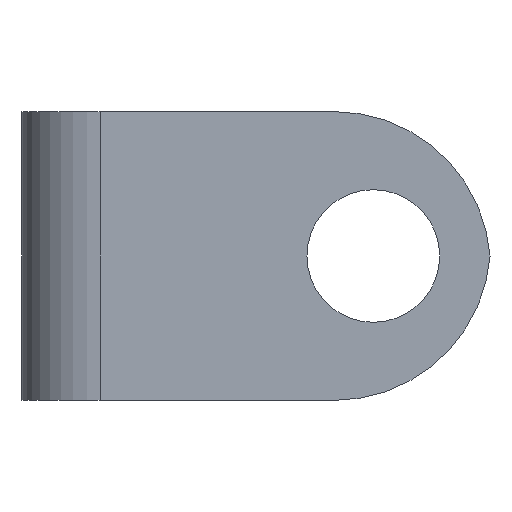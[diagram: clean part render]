
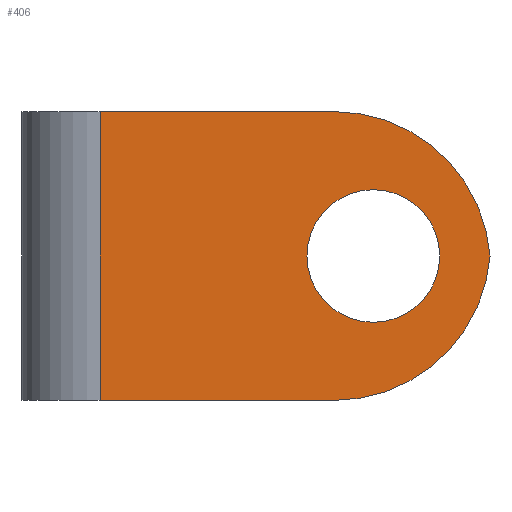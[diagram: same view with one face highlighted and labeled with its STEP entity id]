
A CAD part, left-side view. The second image highlights one B-rep face of the part: STEP entity #406.
In plain terms, the highlighted planar face has unit normal (-1, 0, 0).
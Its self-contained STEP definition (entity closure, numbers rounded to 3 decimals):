
#20 = CARTESIAN_POINT ( 'NONE',  ( -20.25, -2.5, 9.245 ) ) ;
#21 = EDGE_CURVE ( 'NONE', #571, #699, #63, .T. ) ;
#38 = CARTESIAN_POINT ( 'NONE',  ( -20.25, 0., 8.49 ) ) ;
#52 = AXIS2_PLACEMENT_3D ( 'NONE', #38, #470, #642 ) ;
#58 = DIRECTION ( 'NONE',  ( 0., 1., 0. ) ) ;
#63 = CIRCLE ( 'NONE', #762, 10. ) ;
#70 = DIRECTION ( 'NONE',  ( 0., 1., 0. ) ) ;
#99 = ORIENTED_EDGE ( 'NONE', *, *, #241, .T. ) ;
#101 = PLANE ( 'NONE',  #245 ) ;
#111 = CIRCLE ( 'NONE', #52, 10. ) ;
#113 = VERTEX_POINT ( 'NONE', #489 ) ;
#129 = VECTOR ( 'NONE', #70, 1000. ) ;
#165 = FACE_BOUND ( 'NONE', #331, .T. ) ;
#179 = CARTESIAN_POINT ( 'NONE',  ( -20.25, -9.971, 9.245 ) ) ;
#200 = VERTEX_POINT ( 'NONE', #337 ) ;
#222 = LINE ( 'NONE', #330, #464 ) ;
#225 = ORIENTED_EDGE ( 'NONE', *, *, #415, .T. ) ;
#230 = ORIENTED_EDGE ( 'NONE', *, *, #300, .T. ) ;
#233 = CIRCLE ( 'NONE', #683, 4.25 ) ;
#241 = EDGE_CURVE ( 'NONE', #564, #113, #222, .T. ) ;
#245 = AXIS2_PLACEMENT_3D ( 'NONE', #294, #548, #484 ) ;
#258 = EDGE_CURVE ( 'NONE', #699, #564, #111, .T. ) ;
#285 = ORIENTED_EDGE ( 'NONE', *, *, #791, .T. ) ;
#287 = CARTESIAN_POINT ( 'NONE',  ( -20.25, 1.75, 9.245 ) ) ;
#294 = CARTESIAN_POINT ( 'NONE',  ( -20.25, 0., 18.49 ) ) ;
#300 = EDGE_CURVE ( 'NONE', #113, #480, #529, .T. ) ;
#313 = ORIENTED_EDGE ( 'NONE', *, *, #21, .T. ) ;
#330 = CARTESIAN_POINT ( 'NONE',  ( -20.25, 0., 18.49 ) ) ;
#331 = EDGE_LOOP ( 'NONE', ( #285, #225 ) ) ;
#337 = CARTESIAN_POINT ( 'NONE',  ( -20.25, -6.75, 9.245 ) ) ;
#340 = DIRECTION ( 'NONE',  ( 0., 0., -1. ) ) ;
#367 = VERTEX_POINT ( 'NONE', #287 ) ;
#406 = ADVANCED_FACE ( 'NONE', ( #165, #656 ), #101, .T. ) ;
#415 = EDGE_CURVE ( 'NONE', #200, #367, #724, .T. ) ;
#442 = DIRECTION ( 'NONE',  ( 0., 1., 0. ) ) ;
#464 = VECTOR ( 'NONE', #591, 1000. ) ;
#470 = DIRECTION ( 'NONE',  ( -1., 0., 0. ) ) ;
#475 = EDGE_CURVE ( 'NONE', #571, #480, #756, .T. ) ;
#478 = DIRECTION ( 'NONE',  ( 0., 0., 1. ) ) ;
#480 = VERTEX_POINT ( 'NONE', #692 ) ;
#484 = DIRECTION ( 'NONE',  ( 0., 0., 1. ) ) ;
#486 = CARTESIAN_POINT ( 'NONE',  ( -20.25, 0., 10. ) ) ;
#489 = CARTESIAN_POINT ( 'NONE',  ( -20.25, 15., 18.49 ) ) ;
#506 = EDGE_LOOP ( 'NONE', ( #99, #230, #643, #313, #691 ) ) ;
#525 = AXIS2_PLACEMENT_3D ( 'NONE', #20, #618, #442 ) ;
#528 = CARTESIAN_POINT ( 'NONE',  ( -20.25, 0., 18.49 ) ) ;
#529 = LINE ( 'NONE', #652, #674 ) ;
#548 = DIRECTION ( 'NONE',  ( -1., 0., 0. ) ) ;
#564 = VERTEX_POINT ( 'NONE', #528 ) ;
#571 = VERTEX_POINT ( 'NONE', #588 ) ;
#588 = CARTESIAN_POINT ( 'NONE',  ( -20.25, 0., 0. ) ) ;
#591 = DIRECTION ( 'NONE',  ( 0., 1., 0. ) ) ;
#613 = DIRECTION ( 'NONE',  ( 1., 0., 0. ) ) ;
#618 = DIRECTION ( 'NONE',  ( 1., 0., 0. ) ) ;
#642 = DIRECTION ( 'NONE',  ( 0., 0., 1. ) ) ;
#643 = ORIENTED_EDGE ( 'NONE', *, *, #475, .F. ) ;
#652 = CARTESIAN_POINT ( 'NONE',  ( -20.25, 15., 18.49 ) ) ;
#656 = FACE_OUTER_BOUND ( 'NONE', #506, .T. ) ;
#668 = CARTESIAN_POINT ( 'NONE',  ( -20.25, -2.5, 9.245 ) ) ;
#674 = VECTOR ( 'NONE', #340, 1000. ) ;
#683 = AXIS2_PLACEMENT_3D ( 'NONE', #668, #613, #58 ) ;
#691 = ORIENTED_EDGE ( 'NONE', *, *, #258, .T. ) ;
#692 = CARTESIAN_POINT ( 'NONE',  ( -20.25, 15., 0. ) ) ;
#699 = VERTEX_POINT ( 'NONE', #179 ) ;
#724 = CIRCLE ( 'NONE', #525, 4.25 ) ;
#737 = CARTESIAN_POINT ( 'NONE',  ( -20.25, 0., 0. ) ) ;
#756 = LINE ( 'NONE', #737, #129 ) ;
#762 = AXIS2_PLACEMENT_3D ( 'NONE', #486, #793, #478 ) ;
#791 = EDGE_CURVE ( 'NONE', #367, #200, #233, .T. ) ;
#793 = DIRECTION ( 'NONE',  ( -1., 0., 0. ) ) ;
